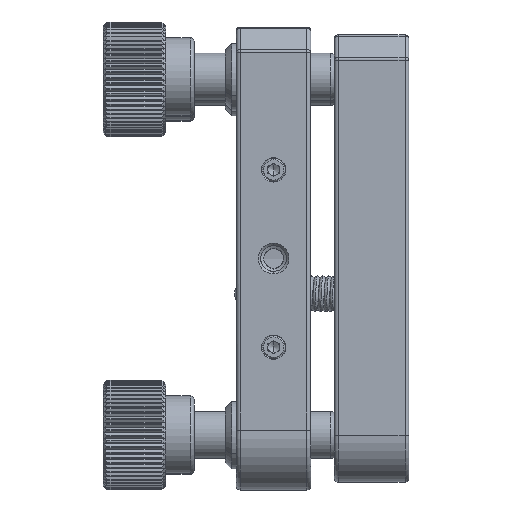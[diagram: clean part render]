
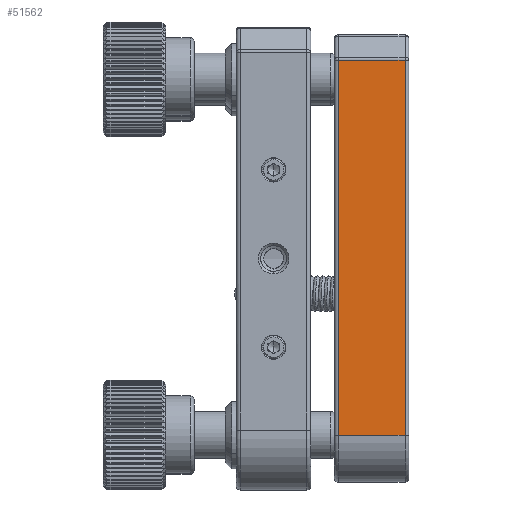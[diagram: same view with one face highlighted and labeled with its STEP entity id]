
A CAD part, left-side view. The second image highlights one B-rep face of the part: STEP entity #51562.
In plain terms, the highlighted planar face has unit normal (-1, 0, 0).
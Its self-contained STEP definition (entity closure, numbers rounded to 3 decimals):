
#756 = DIRECTION ( 'NONE',  ( 1., 0., 0. ) ) ;
#6557 = CARTESIAN_POINT ( 'NONE',  ( -9.467, -27.195, -22.5 ) ) ;
#7355 = ORIENTED_EDGE ( 'NONE', *, *, #72357, .T. ) ;
#7395 = FACE_OUTER_BOUND ( 'NONE', #65479, .T. ) ;
#9867 = CARTESIAN_POINT ( 'NONE',  ( -9.467, -27.695, 25.293 ) ) ;
#13692 = EDGE_CURVE ( 'NONE', #21355, #54371, #14053, .T. ) ;
#14053 = LINE ( 'NONE', #6557, #75434 ) ;
#14092 = DIRECTION ( 'NONE',  ( 0., 1., 0. ) ) ;
#18332 = CARTESIAN_POINT ( 'NONE',  ( -9.467, -27.695, -22.5 ) ) ;
#21355 = VERTEX_POINT ( 'NONE', #48600 ) ;
#33740 = VECTOR ( 'NONE', #14092, 1000. ) ;
#34386 = VERTEX_POINT ( 'NONE', #47819 ) ;
#35518 = EDGE_CURVE ( 'NONE', #86471, #21355, #67042, .T. ) ;
#38277 = EDGE_CURVE ( 'NONE', #54371, #34386, #78910, .T. ) ;
#46752 = ORIENTED_EDGE ( 'NONE', *, *, #38277, .T. ) ;
#47294 = PLANE ( 'NONE',  #53196 ) ;
#47819 = CARTESIAN_POINT ( 'NONE',  ( -9.467, -36.195, 25.293 ) ) ;
#48600 = CARTESIAN_POINT ( 'NONE',  ( -9.467, -27.695, -22.5 ) ) ;
#51562 = ADVANCED_FACE ( 'NONE', ( #7395 ), #47294, .F. ) ;
#51930 = DIRECTION ( 'NONE',  ( 0., 0., 1. ) ) ;
#52648 = ORIENTED_EDGE ( 'NONE', *, *, #35518, .T. ) ;
#53196 = AXIS2_PLACEMENT_3D ( 'NONE', #80916, #756, #60978 ) ;
#53764 = DIRECTION ( 'NONE',  ( 0., 0., -1. ) ) ;
#54371 = VERTEX_POINT ( 'NONE', #59886 ) ;
#54422 = DIRECTION ( 'NONE',  ( 0., -1., 0. ) ) ;
#54881 = CARTESIAN_POINT ( 'NONE',  ( -9.467, -27.195, 25.293 ) ) ;
#57693 = CARTESIAN_POINT ( 'NONE',  ( -9.467, -36.195, 22.5 ) ) ;
#59886 = CARTESIAN_POINT ( 'NONE',  ( -9.467, -36.195, -22.5 ) ) ;
#60978 = DIRECTION ( 'NONE',  ( 0., 0., -1. ) ) ;
#61516 = LINE ( 'NONE', #54881, #33740 ) ;
#65479 = EDGE_LOOP ( 'NONE', ( #67458, #46752, #7355, #52648 ) ) ;
#67042 = LINE ( 'NONE', #18332, #86523 ) ;
#67458 = ORIENTED_EDGE ( 'NONE', *, *, #13692, .T. ) ;
#72357 = EDGE_CURVE ( 'NONE', #34386, #86471, #61516, .T. ) ;
#75434 = VECTOR ( 'NONE', #54422, 1000. ) ;
#78030 = VECTOR ( 'NONE', #51930, 1000. ) ;
#78910 = LINE ( 'NONE', #57693, #78030 ) ;
#80916 = CARTESIAN_POINT ( 'NONE',  ( -9.467, -27.195, 22.5 ) ) ;
#86471 = VERTEX_POINT ( 'NONE', #9867 ) ;
#86523 = VECTOR ( 'NONE', #53764, 1000. ) ;
